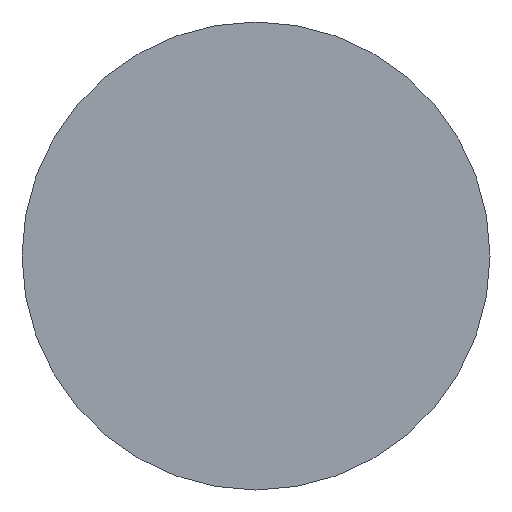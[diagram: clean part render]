
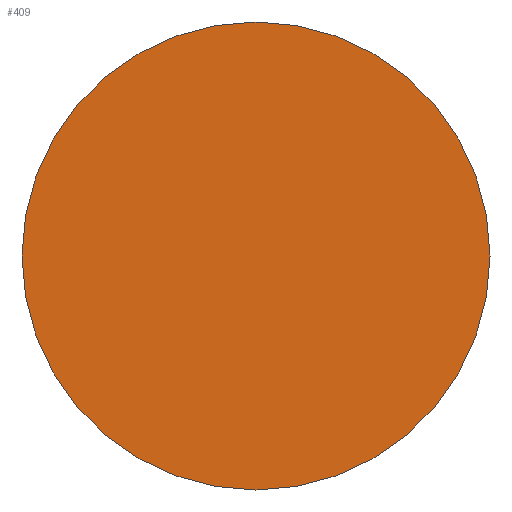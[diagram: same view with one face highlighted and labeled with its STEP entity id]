
A CAD part, front view. The second image highlights one B-rep face of the part: STEP entity #409.
In plain terms, the highlighted planar face has unit normal (0, -1, 0).
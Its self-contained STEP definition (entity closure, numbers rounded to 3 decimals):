
#100=FACE_OUTER_BOUND('',#128,.T.);
#128=EDGE_LOOP('',(#372,#373));
#156=CIRCLE('',#477,16.5);
#157=CIRCLE('',#478,16.5);
#198=VERTEX_POINT('',#871);
#199=VERTEX_POINT('',#872);
#255=EDGE_CURVE('',#198,#199,#156,.T.);
#256=EDGE_CURVE('',#199,#198,#157,.T.);
#372=ORIENTED_EDGE('',*,*,#255,.T.);
#373=ORIENTED_EDGE('',*,*,#256,.T.);
#386=PLANE('',#479);
#409=ADVANCED_FACE('',(#100),#386,.T.);
#477=AXIS2_PLACEMENT_3D('',#873,#588,#589);
#478=AXIS2_PLACEMENT_3D('',#874,#590,#591);
#479=AXIS2_PLACEMENT_3D('',#876,#593,#594);
#588=DIRECTION('center_axis',(0.,-1.,0.));
#589=DIRECTION('ref_axis',(1.,0.,0.));
#590=DIRECTION('center_axis',(0.,-1.,0.));
#591=DIRECTION('ref_axis',(1.,0.,0.));
#593=DIRECTION('center_axis',(0.,-1.,0.));
#594=DIRECTION('ref_axis',(0.,0.,-1.));
#871=CARTESIAN_POINT('',(16.5,0.,0.));
#872=CARTESIAN_POINT('',(-16.5,0.,0.));
#873=CARTESIAN_POINT('Origin',(0.,0.,0.));
#874=CARTESIAN_POINT('Origin',(0.,0.,0.));
#876=CARTESIAN_POINT('Origin',(16.084,0.,0.));
